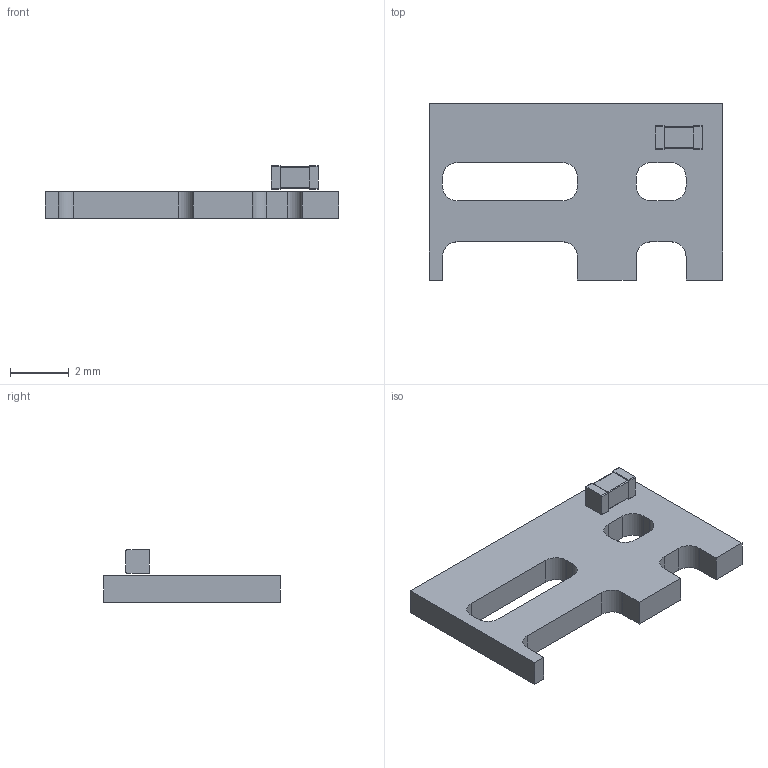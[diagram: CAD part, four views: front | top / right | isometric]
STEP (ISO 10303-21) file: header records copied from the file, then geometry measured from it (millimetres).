
FILE_DESCRIPTION(('KiCad electronic assembly'),'2;1');
FILE_NAME('connectionpcb.step','2026-01-05T12:09:02',('Pcbnew'),('Kicad' ),'Open CASCADE STEP processor 7.6','KiCad to STEP converter', 'Unknown');
FILE_SCHEMA(('AUTOMOTIVE_DESIGN { 1 0 10303 214 1 1 1 1 }'));
Length unit declared in the file: millimetre
Products named in the file (3): connectionpcb 1; C_0603_1608Metric; connectionpcb_PCB
Assembly tree (2 placements, depth 2):
  connectionpcb 1
    C_0603_1608Metric
    connectionpcb_PCB
Bounding box: 10 x 6 x 1.79 mm (x, y, z)
Volume: 41.2 mm3; surface area: 142.5 mm2
Topology: 2 solids, 2 shells, 62 faces, 168 edges, 112 vertices
Faces by surface type: plane 38, cylinder 24
Entity records: 2021 total; most frequent: DIRECTION 346, CARTESIAN_POINT 345, ORIENTED_EDGE 336, EDGE_CURVE 168, LINE 120, VECTOR 120, AXIS2_PLACEMENT_3D 113, VERTEX_POINT 112
